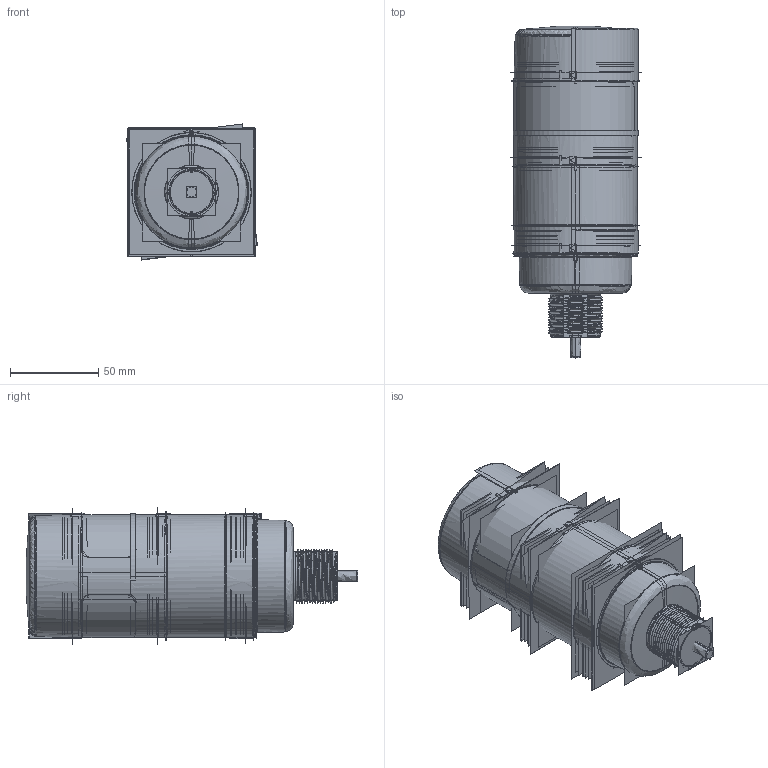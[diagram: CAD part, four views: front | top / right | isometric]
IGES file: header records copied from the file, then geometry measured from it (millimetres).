
Start section:  PTC IGES file: 198998.igs
Global section: file name: 198998.igs; native system: Creo Parametric by PTC Inc.; preprocessor: 2016260; author: pdmadmin; organization: Unknown; date: 20170310.112945; units: millimetre
Bounding box: 74.34 x 188.6 x 77.36 mm (x, y, z)
Volume: 167951.6 mm3; surface area: 920309.3 mm2
Topology: 6 solids, 9 shells, 3180 faces, 15691 edges, 19623 vertices
Faces by surface type: revolution 1640, bspline 1540
